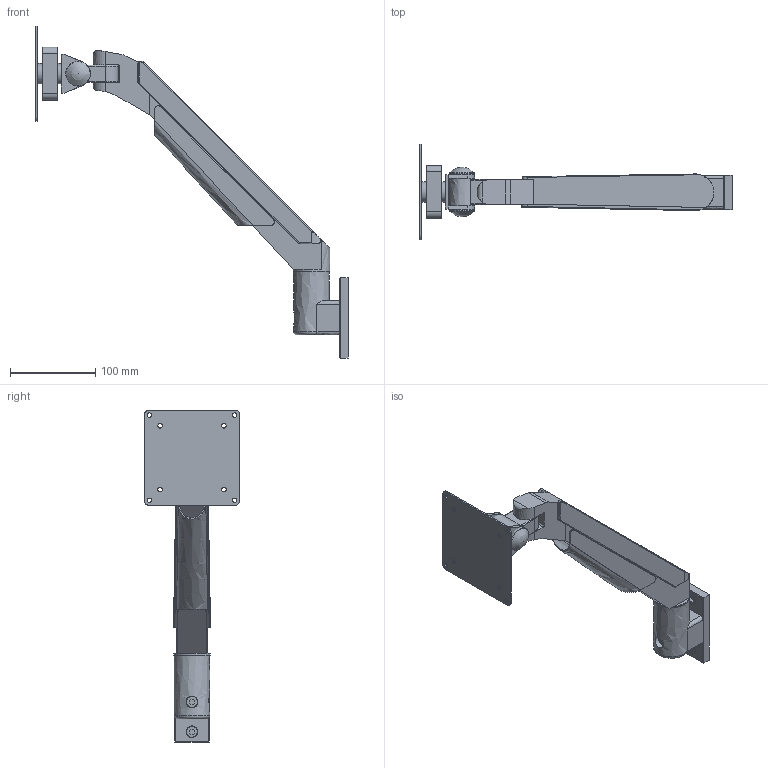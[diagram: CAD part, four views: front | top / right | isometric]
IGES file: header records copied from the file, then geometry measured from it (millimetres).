
Global section: file name: 143136; native system: Autodesk Inventor 2021; preprocessor: unknown; author: Mrówczyńska,,; organization: 11; date: 20230131.115753; units: millimetre
Bounding box: 366.61 x 112 x 389.67 mm (x, y, z)
Volume: 864477.8 mm3; surface area: 176342 mm2
Topology: 6 solids, 7 shells, 238 faces, 620 edges, 417 vertices
Faces by surface type: bspline 238
